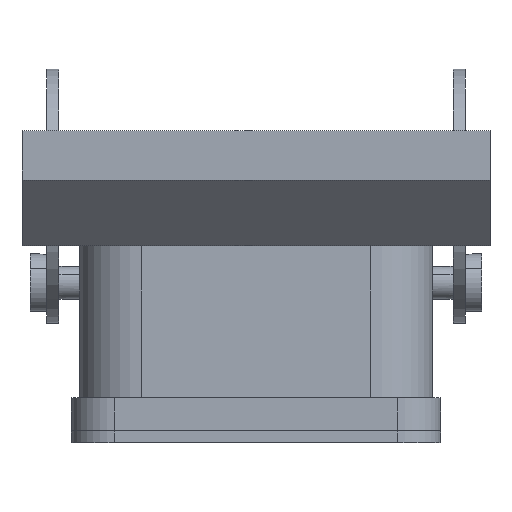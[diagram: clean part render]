
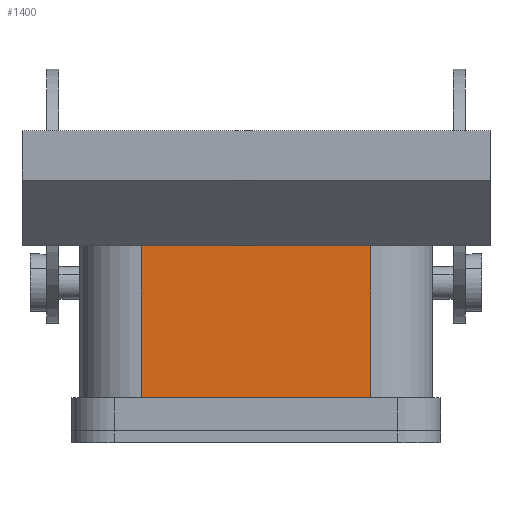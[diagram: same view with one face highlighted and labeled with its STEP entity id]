
A CAD part, front view. The second image highlights one B-rep face of the part: STEP entity #1400.
In plain terms, the highlighted planar face has unit normal (0, -1, 0).
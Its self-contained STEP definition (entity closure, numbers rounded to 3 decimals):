
#1380=AXIS2_PLACEMENT_3D('Plane Axis2P3D',#1377,#1378,#1379) ;
#492=CARTESIAN_POINT('Vertex',(14.5,18.,24.)) ;
#495=CARTESIAN_POINT('Line Origine',(28.5,18.,24.)) ;
#499=CARTESIAN_POINT('Vertex',(42.5,18.,24.)) ;
#1358=CARTESIAN_POINT('Line Origine',(14.5,18.,13.)) ;
#1362=CARTESIAN_POINT('Vertex',(14.5,18.,5.5)) ;
#1377=CARTESIAN_POINT('Axis2P3D Location',(7.,18.,24.)) ;
#1382=CARTESIAN_POINT('Line Origine',(28.5,18.,5.5)) ;
#1386=CARTESIAN_POINT('Vertex',(42.5,18.,5.5)) ;
#1389=CARTESIAN_POINT('Line Origine',(42.5,18.,14.75)) ;
#496=DIRECTION('Vector Direction',(1.,0.,0.)) ;
#1359=DIRECTION('Vector Direction',(0.,0.,-1.)) ;
#1378=DIRECTION('Axis2P3D Direction',(0.,1.,0.)) ;
#1379=DIRECTION('Axis2P3D XDirection',(1.,0.,0.)) ;
#1383=DIRECTION('Vector Direction',(1.,0.,0.)) ;
#1390=DIRECTION('Vector Direction',(0.,0.,-1.)) ;
#497=VECTOR('Line Direction',#496,1.) ;
#1360=VECTOR('Line Direction',#1359,1.) ;
#1384=VECTOR('Line Direction',#1383,1.) ;
#1391=VECTOR('Line Direction',#1390,1.) ;
#1395=ORIENTED_EDGE('',*,*,#1388,.T.) ;
#1396=ORIENTED_EDGE('',*,*,#1393,.F.) ;
#1397=ORIENTED_EDGE('',*,*,#501,.F.) ;
#1398=ORIENTED_EDGE('',*,*,#1364,.T.) ;
#1400=ADVANCED_FACE('Hauptk\X2\00F6\X0\rper',(#1399),#1381,.F.) ;
#501=EDGE_CURVE('',#493,#500,#498,.T.) ;
#1364=EDGE_CURVE('',#493,#1363,#1361,.T.) ;
#1388=EDGE_CURVE('',#1363,#1387,#1385,.T.) ;
#1393=EDGE_CURVE('',#500,#1387,#1392,.T.) ;
#1394=EDGE_LOOP('',(#1395,#1396,#1397,#1398)) ;
#1399=FACE_OUTER_BOUND('',#1394,.T.) ;
#498=LINE('Line',#495,#497) ;
#1361=LINE('Line',#1358,#1360) ;
#1385=LINE('Line',#1382,#1384) ;
#1392=LINE('Line',#1389,#1391) ;
#1381=PLANE('',#1380) ;
#493=VERTEX_POINT('',#492) ;
#500=VERTEX_POINT('',#499) ;
#1363=VERTEX_POINT('',#1362) ;
#1387=VERTEX_POINT('',#1386) ;
